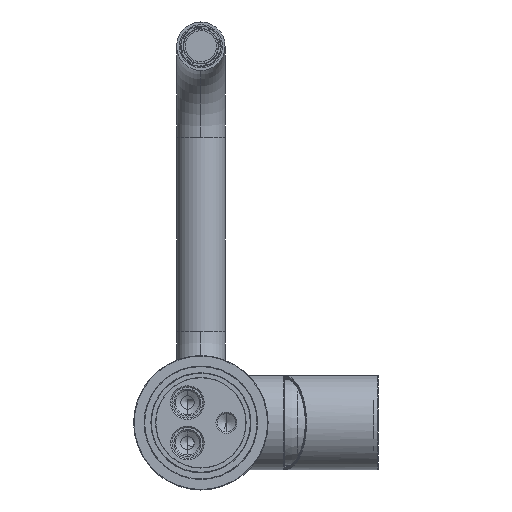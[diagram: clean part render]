
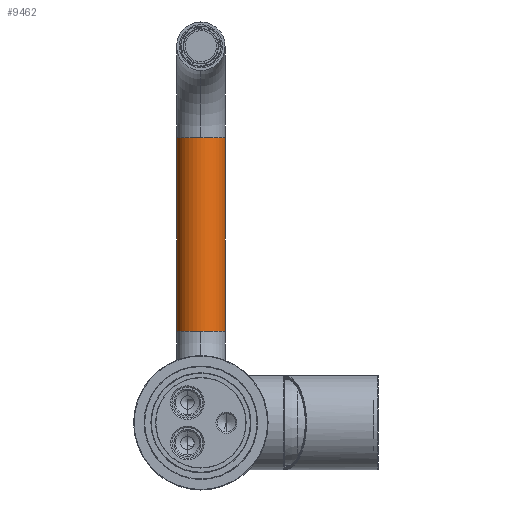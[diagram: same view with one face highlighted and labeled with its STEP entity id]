
A CAD part, front view. The second image highlights one B-rep face of the part: STEP entity #9462.
In plain terms, the highlighted cylindrical face has radius 9 mm (diameter 18 mm), a partial arc.
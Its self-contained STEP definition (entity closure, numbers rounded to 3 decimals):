
#283 = CARTESIAN_POINT ( 'NONE',  ( -69.273, 0., 0. ) ) ;
#305 = EDGE_CURVE ( 'NONE', #12110, #5125, #5331, .T. ) ;
#646 = EDGE_CURVE ( 'NONE', #2067, #12110, #10294, .T. ) ;
#891 = CARTESIAN_POINT ( 'NONE',  ( -69.273, -9., 0. ) ) ;
#978 = EDGE_CURVE ( 'NONE', #11249, #10019, #10523, .T. ) ;
#986 = DIRECTION ( 'NONE',  ( 0., 0., -1. ) ) ;
#1049 = FACE_OUTER_BOUND ( 'NONE', #2504, .T. ) ;
#1281 = AXIS2_PLACEMENT_3D ( 'NONE', #283, #3249, #4142 ) ;
#1374 = VERTEX_POINT ( 'NONE', #7402 ) ;
#1606 = VECTOR ( 'NONE', #5319, 1000. ) ;
#2067 = VERTEX_POINT ( 'NONE', #9921 ) ;
#2504 = EDGE_LOOP ( 'NONE', ( #11074, #4935, #6205, #4977, #12745, #3282 ) ) ;
#2949 = CARTESIAN_POINT ( 'NONE',  ( 2.727, 0., -9. ) ) ;
#3050 = DIRECTION ( 'NONE',  ( 1., 0., 0. ) ) ;
#3249 = DIRECTION ( 'NONE',  ( 1., 0., 0. ) ) ;
#3282 = ORIENTED_EDGE ( 'NONE', *, *, #646, .F. ) ;
#3574 = CARTESIAN_POINT ( 'NONE',  ( -69.273, 0., 9. ) ) ;
#4008 = AXIS2_PLACEMENT_3D ( 'NONE', #9233, #12267, #8061 ) ;
#4142 = DIRECTION ( 'NONE',  ( 0., 1., 0. ) ) ;
#4217 = DIRECTION ( 'NONE',  ( 1., 0., 0. ) ) ;
#4315 = EDGE_CURVE ( 'NONE', #10019, #1374, #4611, .T. ) ;
#4611 = CIRCLE ( 'NONE', #4008, 9. ) ;
#4935 = ORIENTED_EDGE ( 'NONE', *, *, #978, .T. ) ;
#4965 = CARTESIAN_POINT ( 'NONE',  ( -69.273, 0., 0. ) ) ;
#4977 = ORIENTED_EDGE ( 'NONE', *, *, #9506, .T. ) ;
#5125 = VERTEX_POINT ( 'NONE', #2949 ) ;
#5319 = DIRECTION ( 'NONE',  ( 1., 0., 0. ) ) ;
#5331 = CIRCLE ( 'NONE', #7395, 9. ) ;
#6205 = ORIENTED_EDGE ( 'NONE', *, *, #4315, .T. ) ;
#6473 = CARTESIAN_POINT ( 'NONE',  ( 2.727, 0., 0. ) ) ;
#7127 = CARTESIAN_POINT ( 'NONE',  ( 2.727, 0., 0. ) ) ;
#7395 = AXIS2_PLACEMENT_3D ( 'NONE', #6473, #12549, #11520 ) ;
#7402 = CARTESIAN_POINT ( 'NONE',  ( -69.273, 0., -9. ) ) ;
#7730 = LINE ( 'NONE', #11880, #8120 ) ;
#8061 = DIRECTION ( 'NONE',  ( 0., 1., 0. ) ) ;
#8120 = VECTOR ( 'NONE', #3050, 1000. ) ;
#8141 = DIRECTION ( 'NONE',  ( 0., 1., 0. ) ) ;
#8385 = CARTESIAN_POINT ( 'NONE',  ( 2.727, -9., 0. ) ) ;
#9154 = AXIS2_PLACEMENT_3D ( 'NONE', #4965, #11811, #986 ) ;
#9233 = CARTESIAN_POINT ( 'NONE',  ( -69.273, 0., 0. ) ) ;
#9462 = ADVANCED_FACE ( 'NONE', ( #1049 ), #9803, .T. ) ;
#9506 = EDGE_CURVE ( 'NONE', #1374, #5125, #7730, .T. ) ;
#9803 = CYLINDRICAL_SURFACE ( 'NONE', #9154, 9. ) ;
#9921 = CARTESIAN_POINT ( 'NONE',  ( 2.727, 0., 9. ) ) ;
#10019 = VERTEX_POINT ( 'NONE', #891 ) ;
#10083 = AXIS2_PLACEMENT_3D ( 'NONE', #7127, #4217, #8141 ) ;
#10294 = CIRCLE ( 'NONE', #10083, 9. ) ;
#10523 = CIRCLE ( 'NONE', #1281, 9. ) ;
#11074 = ORIENTED_EDGE ( 'NONE', *, *, #11497, .F. ) ;
#11249 = VERTEX_POINT ( 'NONE', #11657 ) ;
#11497 = EDGE_CURVE ( 'NONE', #11249, #2067, #12411, .T. ) ;
#11520 = DIRECTION ( 'NONE',  ( 0., 1., 0. ) ) ;
#11657 = CARTESIAN_POINT ( 'NONE',  ( -69.273, 0., 9. ) ) ;
#11811 = DIRECTION ( 'NONE',  ( 1., 0., 0. ) ) ;
#11880 = CARTESIAN_POINT ( 'NONE',  ( -69.273, 0., -9. ) ) ;
#12110 = VERTEX_POINT ( 'NONE', #8385 ) ;
#12267 = DIRECTION ( 'NONE',  ( 1., 0., 0. ) ) ;
#12411 = LINE ( 'NONE', #3574, #1606 ) ;
#12549 = DIRECTION ( 'NONE',  ( 1., 0., 0. ) ) ;
#12745 = ORIENTED_EDGE ( 'NONE', *, *, #305, .F. ) ;
